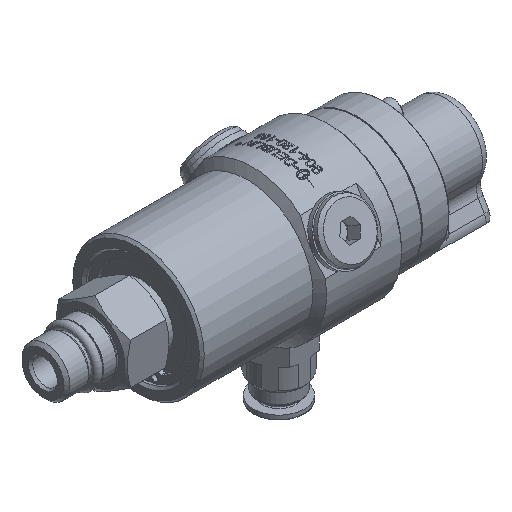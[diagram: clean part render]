
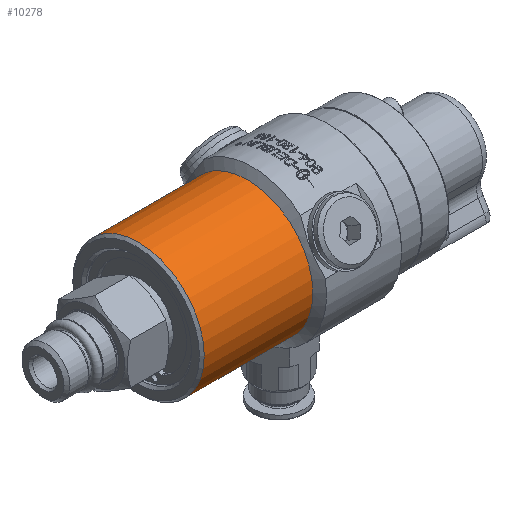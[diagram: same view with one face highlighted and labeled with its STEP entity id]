
A CAD part, isometric view. The second image highlights one B-rep face of the part: STEP entity #10278.
In plain terms, the highlighted cylindrical face has radius 21.874 mm (diameter 43.748 mm), a full revolution.
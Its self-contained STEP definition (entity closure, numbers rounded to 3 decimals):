
#1783=FACE_OUTER_BOUND('',#2417,.T.);
#2417=EDGE_LOOP('',(#9228,#9229,#9230,#9231,#9232));
#3016=LINE('',#21866,#3604);
#3604=VECTOR('',#13659,21.874);
#3994=CIRCLE('',#11249,21.874);
#3996=CIRCLE('',#11253,21.874);
#3997=CIRCLE('',#11254,21.874);
#4968=VERTEX_POINT('',#21855);
#4970=VERTEX_POINT('',#21865);
#4971=VERTEX_POINT('',#21867);
#6416=EDGE_CURVE('',#4968,#4968,#3994,.T.);
#6419=EDGE_CURVE('',#4968,#4970,#3016,.T.);
#6420=EDGE_CURVE('',#4971,#4970,#3996,.T.);
#6421=EDGE_CURVE('',#4970,#4971,#3997,.T.);
#9228=ORIENTED_EDGE('',*,*,#6416,.F.);
#9229=ORIENTED_EDGE('',*,*,#6419,.T.);
#9230=ORIENTED_EDGE('',*,*,#6420,.F.);
#9231=ORIENTED_EDGE('',*,*,#6421,.F.);
#9232=ORIENTED_EDGE('',*,*,#6419,.F.);
#9771=CYLINDRICAL_SURFACE('',#11252,21.874);
#10278=ADVANCED_FACE('',(#1783),#9771,.T.);
#11249=AXIS2_PLACEMENT_3D('',#21857,#13651,#13652);
#11252=AXIS2_PLACEMENT_3D('',#21864,#13657,#13658);
#11253=AXIS2_PLACEMENT_3D('',#21868,#13660,#13661);
#11254=AXIS2_PLACEMENT_3D('',#21869,#13662,#13663);
#13651=DIRECTION('center_axis',(1.,0.,0.));
#13652=DIRECTION('ref_axis',(0.,0.,
1.));
#13657=DIRECTION('center_axis',(1.,0.,0.));
#13658=DIRECTION('ref_axis',(0.,0.,
1.));
#13659=DIRECTION('',(-1.,0.,0.));
#13660=DIRECTION('center_axis',(-1.,0.,0.));
#13661=DIRECTION('ref_axis',(0.,0.,
-1.));
#13662=DIRECTION('center_axis',(-1.,0.,0.));
#13663=DIRECTION('ref_axis',(0.,0.,
-1.));
#21855=CARTESIAN_POINT('',(68.037,0.,-21.874));
#21857=CARTESIAN_POINT('Origin',(68.037,0.,0.));
#21864=CARTESIAN_POINT('Origin',(49.177,0.,0.));
#21865=CARTESIAN_POINT('',(31.837,0.,-21.874));
#21866=CARTESIAN_POINT('',(49.177,0.,-21.874));
#21867=CARTESIAN_POINT('',(31.837,0.,21.874));
#21868=CARTESIAN_POINT('Origin',(31.837,0.,0.));
#21869=CARTESIAN_POINT('Origin',(31.837,0.,0.));
